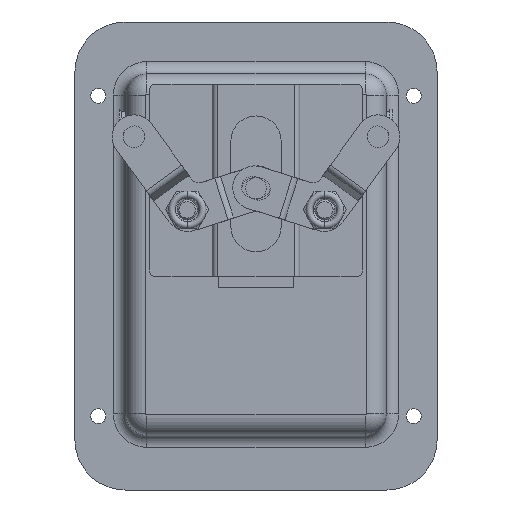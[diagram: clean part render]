
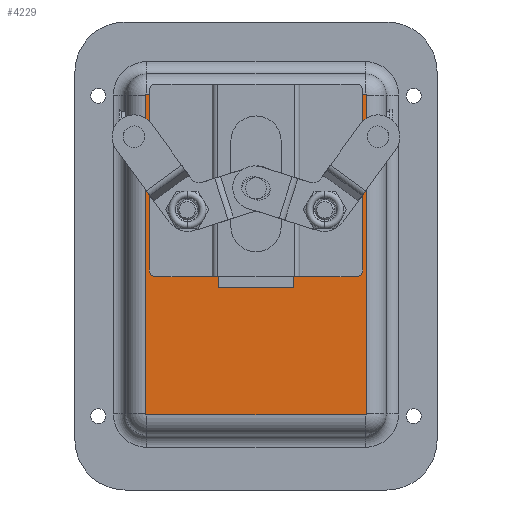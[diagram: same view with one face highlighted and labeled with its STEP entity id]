
A CAD part, left-side view. The second image highlights one B-rep face of the part: STEP entity #4229.
In plain terms, the highlighted face is planar.
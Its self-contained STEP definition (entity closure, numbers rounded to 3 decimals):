
#122 = EDGE_CURVE ( 'NONE', #5977, #10044, #4059, .T. ) ;
#124 = VERTEX_POINT ( 'NONE', #6391 ) ;
#187 = EDGE_CURVE ( 'NONE', #8965, #11345, #10641, .T. ) ;
#196 = DIRECTION ( 'NONE',  ( -1., 0., 0. ) ) ;
#419 = CARTESIAN_POINT ( 'NONE',  ( 87.8, -22.3, 32.5 ) ) ;
#474 = CARTESIAN_POINT ( 'NONE',  ( 87.8, -22.3, -32.8 ) ) ;
#541 = LINE ( 'NONE', #1234, #2460 ) ;
#604 = VECTOR ( 'NONE', #3326, 1000. ) ;
#833 = LINE ( 'NONE', #9752, #5561 ) ;
#876 = CARTESIAN_POINT ( 'NONE',  ( 88.1, -22.3, 38.8 ) ) ;
#898 = DIRECTION ( 'NONE',  ( -1., 0., 0. ) ) ;
#921 = AXIS2_PLACEMENT_3D ( 'NONE', #2264, #11621, #196 ) ;
#1078 = VERTEX_POINT ( 'NONE', #6464 ) ;
#1142 = VECTOR ( 'NONE', #898, 1000. ) ;
#1234 = CARTESIAN_POINT ( 'NONE',  ( 27., -22.3, -16.534 ) ) ;
#1249 = VERTEX_POINT ( 'NONE', #1376 ) ;
#1271 = VERTEX_POINT ( 'NONE', #10936 ) ;
#1346 = DIRECTION ( 'NONE',  ( 1., 0., 0. ) ) ;
#1349 = DIRECTION ( 'NONE',  ( 1., 0., 0. ) ) ;
#1376 = CARTESIAN_POINT ( 'NONE',  ( 27., -22.3, 19.629 ) ) ;
#1400 = PLANE ( 'NONE',  #6911 ) ;
#1414 = DIRECTION ( 'NONE',  ( 0., -1., 0. ) ) ;
#1502 = CIRCLE ( 'NONE', #7532, 0.3 ) ;
#1529 = CARTESIAN_POINT ( 'NONE',  ( -7.5, -22.3, -32.5 ) ) ;
#1693 = EDGE_CURVE ( 'NONE', #1271, #6400, #5350, .T. ) ;
#1750 = VECTOR ( 'NONE', #9158, 1000. ) ;
#1924 = VERTEX_POINT ( 'NONE', #3484 ) ;
#1984 = DIRECTION ( 'NONE',  ( 0., 1., 0. ) ) ;
#2118 = EDGE_CURVE ( 'NONE', #3103, #7207, #1502, .T. ) ;
#2229 = CARTESIAN_POINT ( 'NONE',  ( 94.1, -22.3, 7. ) ) ;
#2264 = CARTESIAN_POINT ( 'NONE',  ( -7.2, -22.3, -32.5 ) ) ;
#2460 = VECTOR ( 'NONE', #3222, 1000. ) ;
#2560 = CARTESIAN_POINT ( 'NONE',  ( -7.5, -22.3, -7. ) ) ;
#2616 = LINE ( 'NONE', #3642, #1142 ) ;
#2636 = VECTOR ( 'NONE', #1349, 1000. ) ;
#3018 = ORIENTED_EDGE ( 'NONE', *, *, #12182, .T. ) ;
#3103 = VERTEX_POINT ( 'NONE', #6515 ) ;
#3222 = DIRECTION ( 'NONE',  ( 0., 0., -1. ) ) ;
#3232 = LINE ( 'NONE', #7212, #1750 ) ;
#3326 = DIRECTION ( 'NONE',  ( 0., 0., -1. ) ) ;
#3484 = CARTESIAN_POINT ( 'NONE',  ( -7.5, -22.3, 7. ) ) ;
#3642 = CARTESIAN_POINT ( 'NONE',  ( 94.1, -22.3, 32.8 ) ) ;
#4059 = CIRCLE ( 'NONE', #921, 0.3 ) ;
#4087 = AXIS2_PLACEMENT_3D ( 'NONE', #419, #8031, #9916 ) ;
#4229 = ADVANCED_FACE ( 'NONE', ( #7999, #10859 ), #1400, .F. ) ;
#4383 = DIRECTION ( 'NONE',  ( 0., 1., 0. ) ) ;
#4563 = VECTOR ( 'NONE', #9817, 1000. ) ;
#4584 = CARTESIAN_POINT ( 'NONE',  ( 88.1, -22.3, -32.5 ) ) ;
#4606 = LINE ( 'NONE', #474, #11958 ) ;
#4686 = EDGE_CURVE ( 'NONE', #7293, #7659, #9652, .T. ) ;
#4852 = DIRECTION ( 'NONE',  ( 0., -1., 0. ) ) ;
#4934 = ORIENTED_EDGE ( 'NONE', *, *, #8892, .T. ) ;
#5350 = CIRCLE ( 'NONE', #11877, 0.3 ) ;
#5534 = EDGE_CURVE ( 'NONE', #1249, #124, #11005, .T. ) ;
#5556 = AXIS2_PLACEMENT_3D ( 'NONE', #9523, #1984, #5709 ) ;
#5561 = VECTOR ( 'NONE', #9788, 1000. ) ;
#5582 = CARTESIAN_POINT ( 'NONE',  ( 88.1, -22.3, 32.5 ) ) ;
#5709 = DIRECTION ( 'NONE',  ( -1., 0., 0. ) ) ;
#5745 = DIRECTION ( 'NONE',  ( -1., 0., 0. ) ) ;
#5757 = EDGE_CURVE ( 'NONE', #1249, #124, #541, .T. ) ;
#5977 = VERTEX_POINT ( 'NONE', #1529 ) ;
#6069 = CARTESIAN_POINT ( 'NONE',  ( 94.1, -22.3, -7. ) ) ;
#6111 = CARTESIAN_POINT ( 'NONE',  ( 9.5, -22.3, -7. ) ) ;
#6169 = DIRECTION ( 'NONE',  ( -1., 0., 0. ) ) ;
#6232 = CARTESIAN_POINT ( 'NONE',  ( -7.5, -22.3, 32.5 ) ) ;
#6330 = DIRECTION ( 'NONE',  ( -1., 0., 0. ) ) ;
#6391 = CARTESIAN_POINT ( 'NONE',  ( 27., -22.3, -19.629 ) ) ;
#6400 = VERTEX_POINT ( 'NONE', #6232 ) ;
#6464 = CARTESIAN_POINT ( 'NONE',  ( 9.5, -22.3, 7. ) ) ;
#6515 = CARTESIAN_POINT ( 'NONE',  ( 87.8, -22.3, -32.8 ) ) ;
#6519 = ORIENTED_EDGE ( 'NONE', *, *, #5534, .T. ) ;
#6832 = ORIENTED_EDGE ( 'NONE', *, *, #7627, .T. ) ;
#6872 = CARTESIAN_POINT ( 'NONE',  ( 87.8, -22.3, -32.5 ) ) ;
#6911 = AXIS2_PLACEMENT_3D ( 'NONE', #7250, #4383, #6330 ) ;
#7207 = VERTEX_POINT ( 'NONE', #4584 ) ;
#7212 = CARTESIAN_POINT ( 'NONE',  ( -7.5, -22.3, 38.8 ) ) ;
#7250 = CARTESIAN_POINT ( 'NONE',  ( 94.1, -22.3, 38.8 ) ) ;
#7293 = VERTEX_POINT ( 'NONE', #2560 ) ;
#7300 = CARTESIAN_POINT ( 'NONE',  ( 9.5, -22.3, 38.8 ) ) ;
#7458 = ORIENTED_EDGE ( 'NONE', *, *, #1693, .T. ) ;
#7532 = AXIS2_PLACEMENT_3D ( 'NONE', #6872, #4852, #5745 ) ;
#7627 = EDGE_CURVE ( 'NONE', #10044, #3103, #4606, .T. ) ;
#7659 = VERTEX_POINT ( 'NONE', #6111 ) ;
#7777 = EDGE_LOOP ( 'NONE', ( #11587, #10406, #8578, #6832, #8775, #8274, #9497, #10328, #7458, #3018, #10976, #4934 ) ) ;
#7999 = FACE_BOUND ( 'NONE', #9825, .T. ) ;
#8031 = DIRECTION ( 'NONE',  ( 0., -1., 0. ) ) ;
#8118 = CARTESIAN_POINT ( 'NONE',  ( -7.2, -22.3, 32.5 ) ) ;
#8274 = ORIENTED_EDGE ( 'NONE', *, *, #9044, .T. ) ;
#8483 = DIRECTION ( 'NONE',  ( 0., 0., 1. ) ) ;
#8578 = ORIENTED_EDGE ( 'NONE', *, *, #122, .T. ) ;
#8646 = LINE ( 'NONE', #7300, #604 ) ;
#8775 = ORIENTED_EDGE ( 'NONE', *, *, #2118, .T. ) ;
#8781 = VECTOR ( 'NONE', #8483, 1000. ) ;
#8892 = EDGE_CURVE ( 'NONE', #1078, #7659, #8646, .T. ) ;
#8965 = VERTEX_POINT ( 'NONE', #5582 ) ;
#9036 = CARTESIAN_POINT ( 'NONE',  ( -7.2, -22.3, -32.8 ) ) ;
#9044 = EDGE_CURVE ( 'NONE', #7207, #8965, #9400, .T. ) ;
#9158 = DIRECTION ( 'NONE',  ( 0., 0., -1. ) ) ;
#9400 = LINE ( 'NONE', #876, #8781 ) ;
#9497 = ORIENTED_EDGE ( 'NONE', *, *, #187, .T. ) ;
#9523 = CARTESIAN_POINT ( 'NONE',  ( 18., -22.3, 0. ) ) ;
#9652 = LINE ( 'NONE', #6069, #2636 ) ;
#9752 = CARTESIAN_POINT ( 'NONE',  ( -7.5, -22.3, 38.8 ) ) ;
#9788 = DIRECTION ( 'NONE',  ( 0., 0., -1. ) ) ;
#9817 = DIRECTION ( 'NONE',  ( 1., 0., 0. ) ) ;
#9825 = EDGE_LOOP ( 'NONE', ( #12006, #6519 ) ) ;
#9916 = DIRECTION ( 'NONE',  ( -1., 0., 0. ) ) ;
#10044 = VERTEX_POINT ( 'NONE', #9036 ) ;
#10328 = ORIENTED_EDGE ( 'NONE', *, *, #11416, .T. ) ;
#10406 = ORIENTED_EDGE ( 'NONE', *, *, #10657, .T. ) ;
#10511 = EDGE_CURVE ( 'NONE', #1924, #1078, #10559, .T. ) ;
#10559 = LINE ( 'NONE', #2229, #4563 ) ;
#10641 = CIRCLE ( 'NONE', #4087, 0.3 ) ;
#10657 = EDGE_CURVE ( 'NONE', #7293, #5977, #3232, .T. ) ;
#10859 = FACE_OUTER_BOUND ( 'NONE', #7777, .T. ) ;
#10936 = CARTESIAN_POINT ( 'NONE',  ( -7.2, -22.3, 32.8 ) ) ;
#10976 = ORIENTED_EDGE ( 'NONE', *, *, #10511, .T. ) ;
#11005 = CIRCLE ( 'NONE', #5556, 21.594 ) ;
#11345 = VERTEX_POINT ( 'NONE', #12119 ) ;
#11416 = EDGE_CURVE ( 'NONE', #11345, #1271, #2616, .T. ) ;
#11587 = ORIENTED_EDGE ( 'NONE', *, *, #4686, .F. ) ;
#11621 = DIRECTION ( 'NONE',  ( 0., -1., 0. ) ) ;
#11877 = AXIS2_PLACEMENT_3D ( 'NONE', #8118, #1414, #6169 ) ;
#11958 = VECTOR ( 'NONE', #1346, 1000. ) ;
#12006 = ORIENTED_EDGE ( 'NONE', *, *, #5757, .F. ) ;
#12119 = CARTESIAN_POINT ( 'NONE',  ( 87.8, -22.3, 32.8 ) ) ;
#12182 = EDGE_CURVE ( 'NONE', #6400, #1924, #833, .T. ) ;
